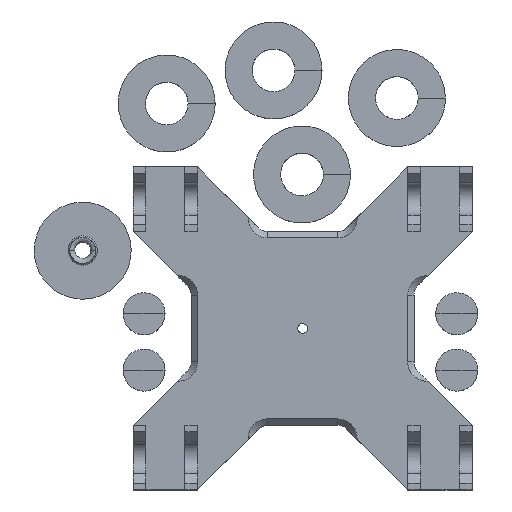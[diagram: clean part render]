
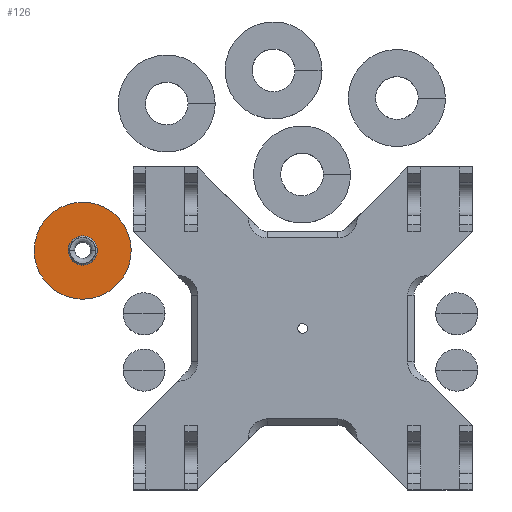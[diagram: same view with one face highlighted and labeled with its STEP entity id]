
A CAD part, top view. The second image highlights one B-rep face of the part: STEP entity #126.
In plain terms, the highlighted planar face has unit normal (0, 0, 1).
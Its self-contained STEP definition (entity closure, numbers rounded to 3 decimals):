
#11=FACE_BOUND('',#745,.T.);
#16=PLANE('',#4552);
#126=ADVANCED_FACE('',(#435,#11),#16,.T.);
#435=FACE_OUTER_BOUND('',#744,.T.);
#744=EDGE_LOOP('',(#1232,#1233));
#745=EDGE_LOOP('',(#1234,#1235));
#1232=ORIENTED_EDGE('',*,*,#2555,.F.);
#1233=ORIENTED_EDGE('',*,*,#2534,.F.);
#1234=ORIENTED_EDGE('',*,*,#2550,.T.);
#1235=ORIENTED_EDGE('',*,*,#2566,.T.);
#2534=EDGE_CURVE('',#3896,#3908,#3376,.T.);
#2550=EDGE_CURVE('',#3905,#3915,#3388,.T.);
#2555=EDGE_CURVE('',#3908,#3896,#3393,.T.);
#2566=EDGE_CURVE('',#3915,#3905,#3400,.T.);
#3376=(
BOUNDED_CURVE()
B_SPLINE_CURVE(2,(#6135,#6136,#6137,#6138,#6139),.UNSPECIFIED.,.F.,.F.)
B_SPLINE_CURVE_WITH_KNOTS((3,2,3),(0.,23.562,47.124),
 .UNSPECIFIED.)
CURVE()
GEOMETRIC_REPRESENTATION_ITEM()
RATIONAL_B_SPLINE_CURVE((1.,0.707,1.,0.707,1.))
REPRESENTATION_ITEM('')
);
#3388=(
BOUNDED_CURVE()
B_SPLINE_CURVE(2,(#6248,#6249,#6250,#6251,#6252),.UNSPECIFIED.,.F.,.F.)
B_SPLINE_CURVE_WITH_KNOTS((3,2,3),(0.,7.069,14.137),
 .UNSPECIFIED.)
CURVE()
GEOMETRIC_REPRESENTATION_ITEM()
RATIONAL_B_SPLINE_CURVE((1.,0.707,1.,0.707,1.))
REPRESENTATION_ITEM('')
);
#3393=(
BOUNDED_CURVE()
B_SPLINE_CURVE(2,(#6288,#6289,#6290,#6291,#6292),.UNSPECIFIED.,.F.,.F.)
B_SPLINE_CURVE_WITH_KNOTS((3,2,3),(47.124,70.686,94.248),
 .UNSPECIFIED.)
CURVE()
GEOMETRIC_REPRESENTATION_ITEM()
RATIONAL_B_SPLINE_CURVE((1.,0.707,1.,0.707,1.))
REPRESENTATION_ITEM('')
);
#3400=(
BOUNDED_CURVE()
B_SPLINE_CURVE(2,(#6364,#6365,#6366,#6367,#6368),.UNSPECIFIED.,.F.,.F.)
B_SPLINE_CURVE_WITH_KNOTS((3,2,3),(14.137,21.206,28.274),
 .UNSPECIFIED.)
CURVE()
GEOMETRIC_REPRESENTATION_ITEM()
RATIONAL_B_SPLINE_CURVE((1.,0.707,1.,0.707,1.))
REPRESENTATION_ITEM('')
);
#3896=VERTEX_POINT('',#6115);
#3905=VERTEX_POINT('',#6124);
#3908=VERTEX_POINT('',#6127);
#3915=VERTEX_POINT('',#6134);
#4552=AXIS2_PLACEMENT_3D('',#5832,#4580,$);
#4580=DIRECTION('',(0.,0.,1.));
#5832=CARTESIAN_POINT('',(-964.955,-397.172,3.));
#6115=CARTESIAN_POINT('',(-931.205,-415.922,3.));
#6124=CARTESIAN_POINT('',(-941.705,-415.922,3.));
#6127=CARTESIAN_POINT('',(-961.205,-415.922,3.));
#6134=CARTESIAN_POINT('',(-950.705,-415.922,3.));
#6135=CARTESIAN_POINT('',(-931.205,-415.922,3.));
#6136=CARTESIAN_POINT('',(-931.205,-430.922,3.));
#6137=CARTESIAN_POINT('',(-946.205,-430.922,3.));
#6138=CARTESIAN_POINT('',(-961.205,-430.922,3.));
#6139=CARTESIAN_POINT('',(-961.205,-415.922,3.));
#6248=CARTESIAN_POINT('',(-941.705,-415.922,3.));
#6249=CARTESIAN_POINT('',(-941.705,-420.422,3.));
#6250=CARTESIAN_POINT('',(-946.205,-420.422,3.));
#6251=CARTESIAN_POINT('',(-950.705,-420.422,3.));
#6252=CARTESIAN_POINT('',(-950.705,-415.922,3.));
#6288=CARTESIAN_POINT('',(-961.205,-415.922,3.));
#6289=CARTESIAN_POINT('',(-961.205,-400.922,3.));
#6290=CARTESIAN_POINT('',(-946.205,-400.922,3.));
#6291=CARTESIAN_POINT('',(-931.205,-400.922,3.));
#6292=CARTESIAN_POINT('',(-931.205,-415.922,3.));
#6364=CARTESIAN_POINT('',(-950.705,-415.922,3.));
#6365=CARTESIAN_POINT('',(-950.705,-411.422,3.));
#6366=CARTESIAN_POINT('',(-946.205,-411.422,3.));
#6367=CARTESIAN_POINT('',(-941.705,-411.422,3.));
#6368=CARTESIAN_POINT('',(-941.705,-415.922,3.));
